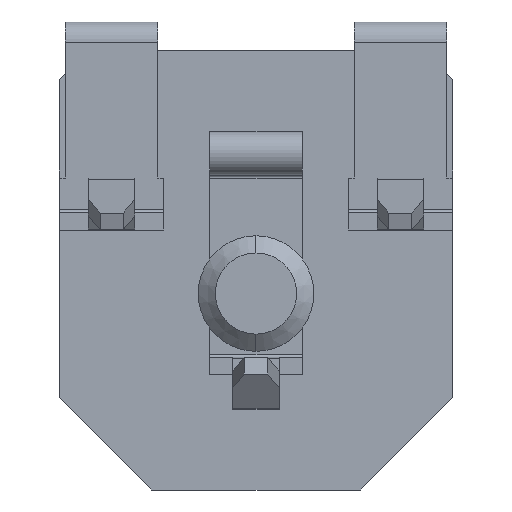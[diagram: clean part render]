
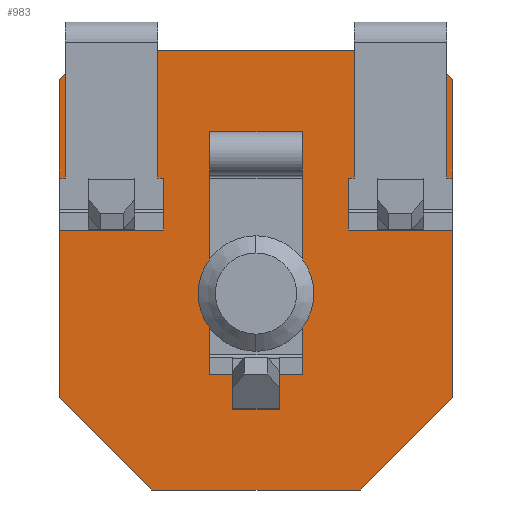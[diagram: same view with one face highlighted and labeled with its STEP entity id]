
A CAD part, front view. The second image highlights one B-rep face of the part: STEP entity #983.
In plain terms, the highlighted planar face has unit normal (0, -1, 0).
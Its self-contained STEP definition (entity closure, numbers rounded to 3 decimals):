
#52 = ORIENTED_EDGE ( 'NONE', *, *, #1570, .F. ) ;
#98 = VECTOR ( 'NONE', #6368, 1000. ) ;
#190 = LINE ( 'NONE', #2957, #4935 ) ;
#211 = VERTEX_POINT ( 'NONE', #3232 ) ;
#226 = ORIENTED_EDGE ( 'NONE', *, *, #1884, .F. ) ;
#262 = DIRECTION ( 'NONE',  ( 0., 0., 1. ) ) ;
#319 = DIRECTION ( 'NONE',  ( 0., 1., 0. ) ) ;
#338 = DIRECTION ( 'NONE',  ( 0., 0., 1. ) ) ;
#503 = ORIENTED_EDGE ( 'NONE', *, *, #4239, .F. ) ;
#507 = ORIENTED_EDGE ( 'NONE', *, *, #4198, .F. ) ;
#584 = CARTESIAN_POINT ( 'NONE',  ( -4.05, 3.51, 1.805 ) ) ;
#634 = VECTOR ( 'NONE', #338, 1000. ) ;
#655 = EDGE_LOOP ( 'NONE', ( #874, #226, #507, #4358, #52, #503, #4415, #1099 ) ) ;
#768 = CARTESIAN_POINT ( 'NONE',  ( 3.55, 3.51, 2.905 ) ) ;
#874 = ORIENTED_EDGE ( 'NONE', *, *, #5976, .F. ) ;
#876 = LINE ( 'NONE', #2963, #98 ) ;
#905 = EDGE_CURVE ( 'NONE', #3109, #5036, #6426, .T. ) ;
#983 = ADVANCED_FACE ( 'NONE', ( #2940 ), #3596, .F. ) ;
#1099 = ORIENTED_EDGE ( 'NONE', *, *, #1660, .F. ) ;
#1224 = LINE ( 'NONE', #5503, #5094 ) ;
#1344 = DIRECTION ( 'NONE',  ( 0.707, 0., 0.707 ) ) ;
#1570 = EDGE_CURVE ( 'NONE', #2221, #3248, #6920, .T. ) ;
#1660 = EDGE_CURVE ( 'NONE', #6462, #3109, #876, .T. ) ;
#1884 = EDGE_CURVE ( 'NONE', #6504, #2944, #2584, .T. ) ;
#2049 = DIRECTION ( 'NONE',  ( -1., 0., 0. ) ) ;
#2221 = VERTEX_POINT ( 'NONE', #2590 ) ;
#2584 = LINE ( 'NONE', #6320, #2922 ) ;
#2590 = CARTESIAN_POINT ( 'NONE',  ( -2.45, 3.51, 3.405 ) ) ;
#2598 = VECTOR ( 'NONE', #2049, 1000. ) ;
#2922 = VECTOR ( 'NONE', #4661, 1000. ) ;
#2940 = FACE_OUTER_BOUND ( 'NONE', #655, .T. ) ;
#2944 = VERTEX_POINT ( 'NONE', #3200 ) ;
#2957 = CARTESIAN_POINT ( 'NONE',  ( -4.05, 3.51, 1.805 ) ) ;
#2963 = CARTESIAN_POINT ( 'NONE',  ( -2.45, 3.51, -3.405 ) ) ;
#3031 = CARTESIAN_POINT ( 'NONE',  ( -2.45, 3.51, -3.405 ) ) ;
#3109 = VERTEX_POINT ( 'NONE', #6566 ) ;
#3200 = CARTESIAN_POINT ( 'NONE',  ( 3.05, 3.51, -3.405 ) ) ;
#3232 = CARTESIAN_POINT ( 'NONE',  ( 3.55, 3.51, 2.905 ) ) ;
#3248 = VERTEX_POINT ( 'NONE', #5712 ) ;
#3311 = AXIS2_PLACEMENT_3D ( 'NONE', #6891, #319, #262 ) ;
#3555 = CARTESIAN_POINT ( 'NONE',  ( -4.05, 3.51, -1.805 ) ) ;
#3570 = CARTESIAN_POINT ( 'NONE',  ( -2.45, 3.51, 3.405 ) ) ;
#3596 = PLANE ( 'NONE',  #3311 ) ;
#4198 = EDGE_CURVE ( 'NONE', #211, #6504, #5532, .T. ) ;
#4239 = EDGE_CURVE ( 'NONE', #5036, #2221, #190, .T. ) ;
#4358 = ORIENTED_EDGE ( 'NONE', *, *, #5038, .F. ) ;
#4405 = LINE ( 'NONE', #5941, #2598 ) ;
#4415 = ORIENTED_EDGE ( 'NONE', *, *, #905, .F. ) ;
#4661 = DIRECTION ( 'NONE',  ( -0.707, 0., -0.707 ) ) ;
#4935 = VECTOR ( 'NONE', #1344, 1000. ) ;
#5016 = VECTOR ( 'NONE', #5143, 1000. ) ;
#5036 = VERTEX_POINT ( 'NONE', #584 ) ;
#5038 = EDGE_CURVE ( 'NONE', #3248, #211, #1224, .T. ) ;
#5094 = VECTOR ( 'NONE', #6561, 1000. ) ;
#5143 = DIRECTION ( 'NONE',  ( 0., 0., -1. ) ) ;
#5503 = CARTESIAN_POINT ( 'NONE',  ( 3.05, 3.51, 3.405 ) ) ;
#5532 = LINE ( 'NONE', #768, #5016 ) ;
#5712 = CARTESIAN_POINT ( 'NONE',  ( 3.05, 3.51, 3.405 ) ) ;
#5751 = DIRECTION ( 'NONE',  ( 1., 0., 0. ) ) ;
#5941 = CARTESIAN_POINT ( 'NONE',  ( 3.05, 3.51, -3.405 ) ) ;
#5976 = EDGE_CURVE ( 'NONE', #2944, #6462, #4405, .T. ) ;
#6050 = VECTOR ( 'NONE', #5751, 1000. ) ;
#6320 = CARTESIAN_POINT ( 'NONE',  ( 3.55, 3.51, -2.905 ) ) ;
#6368 = DIRECTION ( 'NONE',  ( -0.707, 0., 0.707 ) ) ;
#6426 = LINE ( 'NONE', #3555, #634 ) ;
#6462 = VERTEX_POINT ( 'NONE', #3031 ) ;
#6504 = VERTEX_POINT ( 'NONE', #6809 ) ;
#6561 = DIRECTION ( 'NONE',  ( 0.707, 0., -0.707 ) ) ;
#6566 = CARTESIAN_POINT ( 'NONE',  ( -4.05, 3.51, -1.805 ) ) ;
#6809 = CARTESIAN_POINT ( 'NONE',  ( 3.55, 3.51, -2.905 ) ) ;
#6891 = CARTESIAN_POINT ( 'NONE',  ( 0., 3.51, 0. ) ) ;
#6920 = LINE ( 'NONE', #3570, #6050 ) ;
